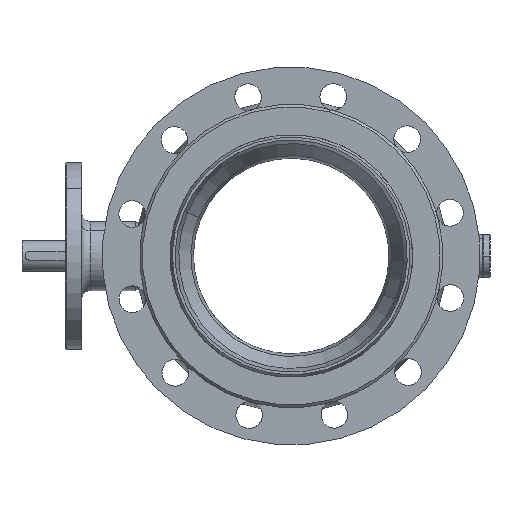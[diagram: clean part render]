
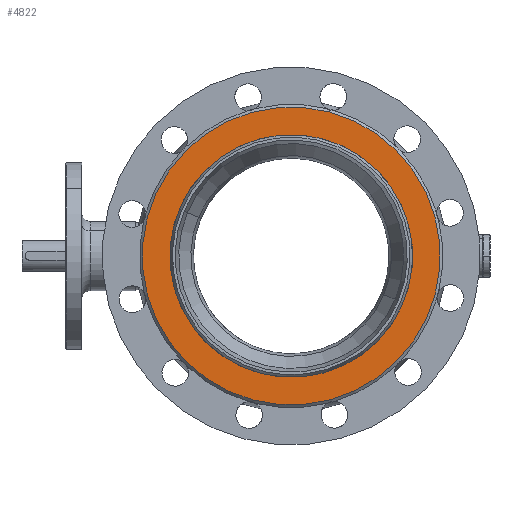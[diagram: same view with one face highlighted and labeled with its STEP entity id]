
A CAD part, left-side view. The second image highlights one B-rep face of the part: STEP entity #4822.
In plain terms, the highlighted face is planar.
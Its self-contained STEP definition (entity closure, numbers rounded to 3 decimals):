
#511 = CIRCLE ( 'NONE', #7702, 167.5 ) ;
#648 = CIRCLE ( 'NONE', #4268, 136.5 ) ;
#666 = CARTESIAN_POINT ( 'NONE',  ( 0., 0., 34. ) ) ;
#886 = CARTESIAN_POINT ( 'NONE',  ( -136.5, 0., 34. ) ) ;
#1129 = DIRECTION ( 'NONE',  ( 0., 0., 1. ) ) ;
#1136 = EDGE_CURVE ( 'NONE', #4334, #5204, #8176, .T. ) ;
#1509 = EDGE_LOOP ( 'NONE', ( #5838, #3613 ) ) ;
#1525 = CIRCLE ( 'NONE', #3204, 167.5 ) ;
#1942 = PLANE ( 'NONE',  #2047 ) ;
#2013 = CARTESIAN_POINT ( 'NONE',  ( 167.5, 0., 34. ) ) ;
#2047 = AXIS2_PLACEMENT_3D ( 'NONE', #5798, #8422, #5147 ) ;
#2162 = VERTEX_POINT ( 'NONE', #2345 ) ;
#2345 = CARTESIAN_POINT ( 'NONE',  ( -167.5, 0., 34. ) ) ;
#2444 = CARTESIAN_POINT ( 'NONE',  ( 0., 0., 34. ) ) ;
#2527 = CARTESIAN_POINT ( 'NONE',  ( 0., 0., 34. ) ) ;
#2888 = EDGE_CURVE ( 'NONE', #5899, #2162, #1525, .T. ) ;
#3156 = FACE_BOUND ( 'NONE', #7452, .T. ) ;
#3204 = AXIS2_PLACEMENT_3D ( 'NONE', #666, #7893, #7810 ) ;
#3241 = DIRECTION ( 'NONE',  ( 0., 0., 1. ) ) ;
#3613 = ORIENTED_EDGE ( 'NONE', *, *, #2888, .T. ) ;
#3795 = CARTESIAN_POINT ( 'NONE',  ( 0., 0., 34. ) ) ;
#4142 = CARTESIAN_POINT ( 'NONE',  ( 136.5, 0., 34. ) ) ;
#4268 = AXIS2_PLACEMENT_3D ( 'NONE', #2527, #7064, #5905 ) ;
#4334 = VERTEX_POINT ( 'NONE', #4142 ) ;
#4370 = EDGE_CURVE ( 'NONE', #5204, #4334, #648, .T. ) ;
#4492 = AXIS2_PLACEMENT_3D ( 'NONE', #3795, #1129, #7569 ) ;
#4822 = ADVANCED_FACE ( 'NONE', ( #5188, #3156 ), #1942, .T. ) ;
#5147 = DIRECTION ( 'NONE',  ( 1., 0., 0. ) ) ;
#5188 = FACE_OUTER_BOUND ( 'NONE', #1509, .T. ) ;
#5204 = VERTEX_POINT ( 'NONE', #886 ) ;
#5798 = CARTESIAN_POINT ( 'NONE',  ( 0., 0., 34. ) ) ;
#5838 = ORIENTED_EDGE ( 'NONE', *, *, #6098, .T. ) ;
#5899 = VERTEX_POINT ( 'NONE', #2013 ) ;
#5905 = DIRECTION ( 'NONE',  ( 1., 0., 0. ) ) ;
#6098 = EDGE_CURVE ( 'NONE', #2162, #5899, #511, .T. ) ;
#6533 = DIRECTION ( 'NONE',  ( 1., 0., 0. ) ) ;
#7064 = DIRECTION ( 'NONE',  ( 0., 0., 1. ) ) ;
#7452 = EDGE_LOOP ( 'NONE', ( #8064, #8120 ) ) ;
#7569 = DIRECTION ( 'NONE',  ( 1., 0., 0. ) ) ;
#7702 = AXIS2_PLACEMENT_3D ( 'NONE', #2444, #3241, #6533 ) ;
#7810 = DIRECTION ( 'NONE',  ( 1., 0., 0. ) ) ;
#7893 = DIRECTION ( 'NONE',  ( 0., 0., 1. ) ) ;
#8064 = ORIENTED_EDGE ( 'NONE', *, *, #4370, .F. ) ;
#8120 = ORIENTED_EDGE ( 'NONE', *, *, #1136, .F. ) ;
#8176 = CIRCLE ( 'NONE', #4492, 136.5 ) ;
#8422 = DIRECTION ( 'NONE',  ( 0., 0., 1. ) ) ;
